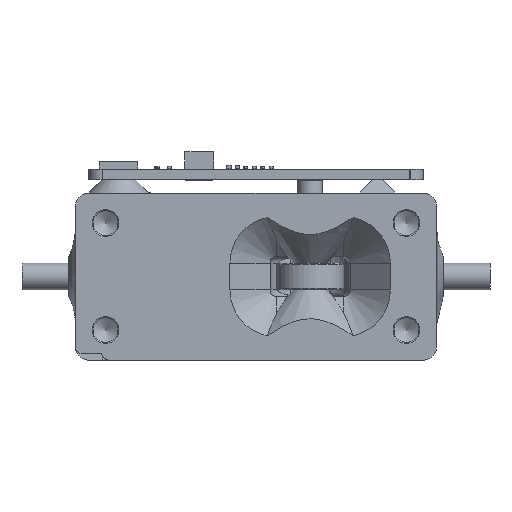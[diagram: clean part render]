
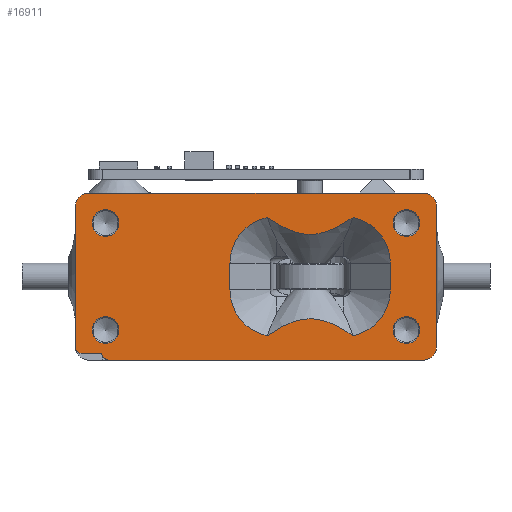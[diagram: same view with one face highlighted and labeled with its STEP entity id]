
A CAD part, front view. The second image highlights one B-rep face of the part: STEP entity #16911.
In plain terms, the highlighted planar face has unit normal (0, -1, 0).
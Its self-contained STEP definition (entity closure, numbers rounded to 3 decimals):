
#859=FACE_BOUND('',#3973,.T.);
#860=FACE_BOUND('',#3974,.T.);
#861=FACE_BOUND('',#3975,.T.);
#862=FACE_BOUND('',#3976,.T.);
#863=FACE_BOUND('',#3977,.T.);
#1923=CIRCLE('',#17981,1.);
#1924=CIRCLE('',#17984,2.);
#1925=CIRCLE('',#17985,2.);
#1926=CIRCLE('',#17986,2.);
#1927=CIRCLE('',#17987,1.);
#1928=CIRCLE('',#17988,2.);
#1929=CIRCLE('',#17989,2.);
#1930=CIRCLE('',#17990,2.);
#1931=CIRCLE('',#17991,2.);
#1932=CIRCLE('',#17992,7.);
#1933=CIRCLE('',#17993,7.);
#1934=CIRCLE('',#17994,7.);
#1935=CIRCLE('',#17995,7.);
#2962=FACE_OUTER_BOUND('',#3972,.T.);
#3972=EDGE_LOOP('',(#12752,#12753,#12754,#12755,#12756,#12757,#12758,#12759,
#12760,#12761,#12762));
#3973=EDGE_LOOP('',(#12763));
#3974=EDGE_LOOP('',(#12764));
#3975=EDGE_LOOP('',(#12765));
#3976=EDGE_LOOP('',(#12766));
#3977=EDGE_LOOP('',(#12767,#12768,#12769,#12770,#12771,#12772,#12773,#12774));
#5039=LINE('',#27814,#6171);
#5117=LINE('',#28683,#6249);
#5118=LINE('',#28686,#6250);
#5119=LINE('',#28690,#6251);
#5120=LINE('',#28694,#6252);
#5121=LINE('',#28698,#6253);
#5122=LINE('',#28715,#6254);
#5123=LINE('',#28725,#6255);
#6171=VECTOR('',#19931,10.);
#6249=VECTOR('',#20049,10.);
#6250=VECTOR('',#20052,10.);
#6251=VECTOR('',#20055,10.);
#6252=VECTOR('',#20058,10.);
#6253=VECTOR('',#20063,10.);
#6254=VECTOR('',#20074,10.);
#6255=VECTOR('',#20079,10.);
#7069=(
BOUNDED_CURVE()
B_SPLINE_CURVE(2,(#28709,#28710,#28711),.UNSPECIFIED.,.F.,.F.)
B_SPLINE_CURVE_WITH_KNOTS((3,3),(1.127,3.901),
 .UNSPECIFIED.)
CURVE()
GEOMETRIC_REPRESENTATION_ITEM()
RATIONAL_B_SPLINE_CURVE((1.752,2.41,1.752))
REPRESENTATION_ITEM('')
);
#7070=(
BOUNDED_CURVE()
B_SPLINE_CURVE(2,(#28719,#28720,#28721),.UNSPECIFIED.,.F.,.F.)
B_SPLINE_CURVE_WITH_KNOTS((3,3),(1.127,3.901),
 .UNSPECIFIED.)
CURVE()
GEOMETRIC_REPRESENTATION_ITEM()
RATIONAL_B_SPLINE_CURVE((1.752,2.41,1.752))
REPRESENTATION_ITEM('')
);
#7561=VERTEX_POINT('',#27810);
#7563=VERTEX_POINT('',#27813);
#7652=VERTEX_POINT('',#28634);
#7653=VERTEX_POINT('',#28635);
#7657=VERTEX_POINT('',#28665);
#7659=VERTEX_POINT('',#28685);
#7660=VERTEX_POINT('',#28687);
#7661=VERTEX_POINT('',#28689);
#7662=VERTEX_POINT('',#28691);
#7663=VERTEX_POINT('',#28693);
#7664=VERTEX_POINT('',#28696);
#7665=VERTEX_POINT('',#28699);
#7666=VERTEX_POINT('',#28701);
#7667=VERTEX_POINT('',#28703);
#7668=VERTEX_POINT('',#28705);
#7669=VERTEX_POINT('',#28707);
#7670=VERTEX_POINT('',#28708);
#7671=VERTEX_POINT('',#28712);
#7672=VERTEX_POINT('',#28714);
#7673=VERTEX_POINT('',#28716);
#7674=VERTEX_POINT('',#28718);
#7675=VERTEX_POINT('',#28722);
#7676=VERTEX_POINT('',#28724);
#9410=EDGE_CURVE('',#7563,#7561,#5039,.T.);
#9542=EDGE_CURVE('',#7652,#7653,#1923,.T.);
#9550=EDGE_CURVE('',#7657,#7653,#5117,.T.);
#9551=EDGE_CURVE('',#7652,#7659,#5118,.T.);
#9552=EDGE_CURVE('',#7660,#7659,#1924,.T.);
#9553=EDGE_CURVE('',#7660,#7661,#5119,.T.);
#9554=EDGE_CURVE('',#7662,#7661,#1925,.T.);
#9555=EDGE_CURVE('',#7662,#7663,#5120,.T.);
#9556=EDGE_CURVE('',#7563,#7663,#1926,.T.);
#9557=EDGE_CURVE('',#7664,#7561,#1927,.T.);
#9558=EDGE_CURVE('',#7664,#7657,#5121,.T.);
#9559=EDGE_CURVE('',#7665,#7665,#1928,.T.);
#9560=EDGE_CURVE('',#7666,#7666,#1929,.T.);
#9561=EDGE_CURVE('',#7667,#7667,#1930,.T.);
#9562=EDGE_CURVE('',#7668,#7668,#1931,.T.);
#9563=EDGE_CURVE('',#7669,#7670,#7069,.T.);
#9564=EDGE_CURVE('',#7671,#7669,#1932,.T.);
#9565=EDGE_CURVE('',#7672,#7671,#5122,.T.);
#9566=EDGE_CURVE('',#7673,#7672,#1933,.T.);
#9567=EDGE_CURVE('',#7674,#7673,#7070,.T.);
#9568=EDGE_CURVE('',#7675,#7674,#1934,.T.);
#9569=EDGE_CURVE('',#7676,#7675,#5123,.T.);
#9570=EDGE_CURVE('',#7670,#7676,#1935,.T.);
#12752=ORIENTED_EDGE('',*,*,#9542,.F.);
#12753=ORIENTED_EDGE('',*,*,#9551,.T.);
#12754=ORIENTED_EDGE('',*,*,#9552,.F.);
#12755=ORIENTED_EDGE('',*,*,#9553,.T.);
#12756=ORIENTED_EDGE('',*,*,#9554,.F.);
#12757=ORIENTED_EDGE('',*,*,#9555,.T.);
#12758=ORIENTED_EDGE('',*,*,#9556,.F.);
#12759=ORIENTED_EDGE('',*,*,#9410,.T.);
#12760=ORIENTED_EDGE('',*,*,#9557,.F.);
#12761=ORIENTED_EDGE('',*,*,#9558,.T.);
#12762=ORIENTED_EDGE('',*,*,#9550,.T.);
#12763=ORIENTED_EDGE('',*,*,#9559,.T.);
#12764=ORIENTED_EDGE('',*,*,#9560,.T.);
#12765=ORIENTED_EDGE('',*,*,#9561,.T.);
#12766=ORIENTED_EDGE('',*,*,#9562,.T.);
#12767=ORIENTED_EDGE('',*,*,#9563,.F.);
#12768=ORIENTED_EDGE('',*,*,#9564,.F.);
#12769=ORIENTED_EDGE('',*,*,#9565,.F.);
#12770=ORIENTED_EDGE('',*,*,#9566,.F.);
#12771=ORIENTED_EDGE('',*,*,#9567,.F.);
#12772=ORIENTED_EDGE('',*,*,#9568,.F.);
#12773=ORIENTED_EDGE('',*,*,#9569,.F.);
#12774=ORIENTED_EDGE('',*,*,#9570,.F.);
#16377=PLANE('',#17983);
#16911=ADVANCED_FACE('',(#2962,#859,#860,#861,#862,#863),#16377,.T.);
#17981=AXIS2_PLACEMENT_3D('',#28636,#20042,#20043);
#17983=AXIS2_PLACEMENT_3D('',#28684,#20050,#20051);
#17984=AXIS2_PLACEMENT_3D('',#28688,#20053,#20054);
#17985=AXIS2_PLACEMENT_3D('',#28692,#20056,#20057);
#17986=AXIS2_PLACEMENT_3D('',#28695,#20059,#20060);
#17987=AXIS2_PLACEMENT_3D('',#28697,#20061,#20062);
#17988=AXIS2_PLACEMENT_3D('',#28700,#20064,#20065);
#17989=AXIS2_PLACEMENT_3D('',#28702,#20066,#20067);
#17990=AXIS2_PLACEMENT_3D('',#28704,#20068,#20069);
#17991=AXIS2_PLACEMENT_3D('',#28706,#20070,#20071);
#17992=AXIS2_PLACEMENT_3D('',#28713,#20072,#20073);
#17993=AXIS2_PLACEMENT_3D('',#28717,#20075,#20076);
#17994=AXIS2_PLACEMENT_3D('',#28723,#20077,#20078);
#17995=AXIS2_PLACEMENT_3D('',#28726,#20080,#20081);
#19931=DIRECTION('',(0.,0.,-1.));
#20042=DIRECTION('center_axis',(0.,1.,0.));
#20043=DIRECTION('ref_axis',(-0.383,0.,-0.924));
#20049=DIRECTION('',(0.707,0.,-0.707));
#20050=DIRECTION('center_axis',(0.,-1.,0.));
#20051=DIRECTION('ref_axis',(0.,0.,-1.));
#20052=DIRECTION('',(1.,0.,0.));
#20053=DIRECTION('center_axis',(0.,1.,0.));
#20054=DIRECTION('ref_axis',(0.707,0.,-0.707));
#20055=DIRECTION('',(0.,0.,1.));
#20056=DIRECTION('center_axis',(0.,1.,0.));
#20057=DIRECTION('ref_axis',(0.707,0.,0.707));
#20058=DIRECTION('',(-1.,0.,0.));
#20059=DIRECTION('center_axis',(0.,1.,0.));
#20060=DIRECTION('ref_axis',(-0.707,0.,0.707));
#20061=DIRECTION('center_axis',(0.,1.,0.));
#20062=DIRECTION('ref_axis',(-0.707,0.,-0.707));
#20063=DIRECTION('',(1.,0.,0.));
#20064=DIRECTION('center_axis',(0.,1.,0.));
#20065=DIRECTION('ref_axis',(0.,0.,-1.));
#20066=DIRECTION('center_axis',(0.,1.,0.));
#20067=DIRECTION('ref_axis',(0.,0.,-1.));
#20068=DIRECTION('center_axis',(0.,1.,0.));
#20069=DIRECTION('ref_axis',(0.,0.,-1.));
#20070=DIRECTION('center_axis',(0.,1.,0.));
#20071=DIRECTION('ref_axis',(0.,0.,-1.));
#20072=DIRECTION('center_axis',(0.,-1.,0.));
#20073=DIRECTION('ref_axis',(-0.707,0.,-0.707));
#20074=DIRECTION('',(0.,0.,-1.));
#20075=DIRECTION('center_axis',(0.,-1.,0.));
#20076=DIRECTION('ref_axis',(-0.707,0.,0.707));
#20077=DIRECTION('center_axis',(0.,-1.,0.));
#20078=DIRECTION('ref_axis',(0.707,0.,0.707));
#20079=DIRECTION('',(0.,0.,1.));
#20080=DIRECTION('center_axis',(0.,-1.,0.));
#20081=DIRECTION('ref_axis',(0.707,0.,-0.707));
#27810=CARTESIAN_POINT('',(-2.,-2.,-10.5));
#27813=CARTESIAN_POINT('',(-2.,-2.,10.5));
#27814=CARTESIAN_POINT('',(-2.,-2.,12.5));
#28634=CARTESIAN_POINT('',(3.061,-2.,-12.5));
#28635=CARTESIAN_POINT('',(2.354,-2.,-12.207));
#28636=CARTESIAN_POINT('Origin',(3.061,-2.,-11.5));
#28665=CARTESIAN_POINT('',(1.647,-2.,-11.5));
#28683=CARTESIAN_POINT('',(4.61,-2.,-14.463));
#28684=CARTESIAN_POINT('Origin',(25.,-2.,0.));
#28685=CARTESIAN_POINT('',(50.,-2.,-12.5));
#28686=CARTESIAN_POINT('',(-2.,-2.,-12.5));
#28687=CARTESIAN_POINT('',(52.,-2.,-10.5));
#28688=CARTESIAN_POINT('Origin',(50.,-2.,-10.5));
#28689=CARTESIAN_POINT('',(52.,-2.,10.5));
#28690=CARTESIAN_POINT('',(52.,-2.,-12.5));
#28691=CARTESIAN_POINT('',(50.,-2.,12.5));
#28692=CARTESIAN_POINT('Origin',(50.,-2.,10.5));
#28693=CARTESIAN_POINT('',(0.,-2.,12.5));
#28694=CARTESIAN_POINT('',(52.,-2.,12.5));
#28695=CARTESIAN_POINT('Origin',(0.,-2.,
10.5));
#28696=CARTESIAN_POINT('',(-1.,-2.,-11.5));
#28697=CARTESIAN_POINT('Origin',(-1.,-2.,-10.5));
#28698=CARTESIAN_POINT('',(12.519,-2.,-11.5));
#28699=CARTESIAN_POINT('',(47.5,-2.,-6.));
#28700=CARTESIAN_POINT('Origin',(47.5,-2.,-8.));
#28701=CARTESIAN_POINT('',(2.5,-2.,10.));
#28702=CARTESIAN_POINT('Origin',(2.5,-2.,8.));
#28703=CARTESIAN_POINT('',(47.5,-2.,10.));
#28704=CARTESIAN_POINT('Origin',(47.5,-2.,8.));
#28705=CARTESIAN_POINT('',(2.5,-2.,-6.));
#28706=CARTESIAN_POINT('Origin',(2.5,-2.,-8.));
#28707=CARTESIAN_POINT('',(26.677,-2.,-8.854));
#28708=CARTESIAN_POINT('',(39.523,-2.,-8.854));
#28709=CARTESIAN_POINT('Ctrl Pts',(26.677,-2.,-8.854));
#28710=CARTESIAN_POINT('Ctrl Pts',(33.1,-2.,-4.443));
#28711=CARTESIAN_POINT('Ctrl Pts',(39.523,-2.,-8.854));
#28712=CARTESIAN_POINT('',(21.1,-2.,-2.));
#28713=CARTESIAN_POINT('Origin',(28.1,-2.,-2.));
#28714=CARTESIAN_POINT('',(21.1,-2.,2.));
#28715=CARTESIAN_POINT('',(21.1,-2.,0.));
#28716=CARTESIAN_POINT('',(26.677,-2.,8.854));
#28717=CARTESIAN_POINT('Origin',(28.1,-2.,2.));
#28718=CARTESIAN_POINT('',(39.523,-2.,8.854));
#28719=CARTESIAN_POINT('Ctrl Pts',(39.523,-2.,8.854));
#28720=CARTESIAN_POINT('Ctrl Pts',(33.1,-2.,4.443));
#28721=CARTESIAN_POINT('Ctrl Pts',(26.677,-2.,8.854));
#28722=CARTESIAN_POINT('',(45.1,-2.,2.));
#28723=CARTESIAN_POINT('Origin',(38.1,-2.,2.));
#28724=CARTESIAN_POINT('',(45.1,-2.,-2.));
#28725=CARTESIAN_POINT('',(45.1,-2.,0.));
#28726=CARTESIAN_POINT('Origin',(38.1,-2.,-2.));
